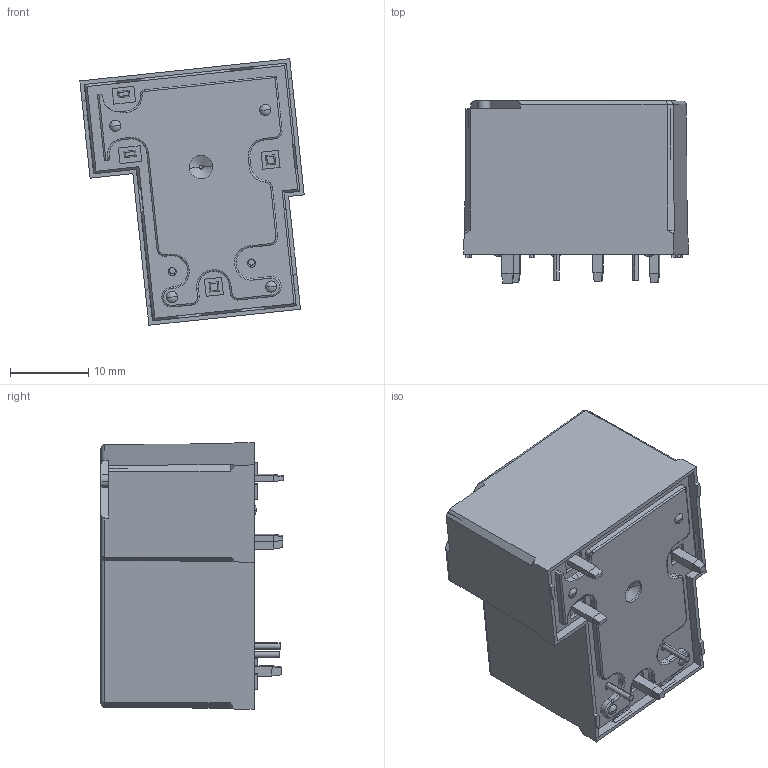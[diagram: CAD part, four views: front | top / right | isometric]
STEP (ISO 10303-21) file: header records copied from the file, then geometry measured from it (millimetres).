
FILE_DESCRIPTION((''),'2;1');
FILE_NAME('PRT0001','2014-08-27T',('Administrator'),(''),'PRO/ENGINEER BY PARAMETRIC TECHNOLOGY CORPORATION, 2010280','PRO/ENGINEER BY PARAMETRIC TECHNOLOGY CORPORATION, 2010280','');
FILE_SCHEMA(('CONFIG_CONTROL_DESIGN'));
Length unit declared in the file: millimetre
Products named in the file (1): PRT0001
Bounding box: 28.69 x 23.31 x 34.08 mm (x, y, z)
Volume: 13796.4 mm3; surface area: 4095.5 mm2
Topology: 1 solids, 2 shells, 292 faces, 737 edges, 466 vertices
Faces by surface type: plane 188, cylinder 68, torus 19, sphere 10, cone 6, bspline 1
Entity records: 8840 total; most frequent: CARTESIAN_POINT 1744, ORIENTED_EDGE 1458, DIRECTION 1453, EDGE_CURVE 729, VECTOR 523, LINE 523, VERTEX_POINT 466, AXIS2_PLACEMENT_3D 465
